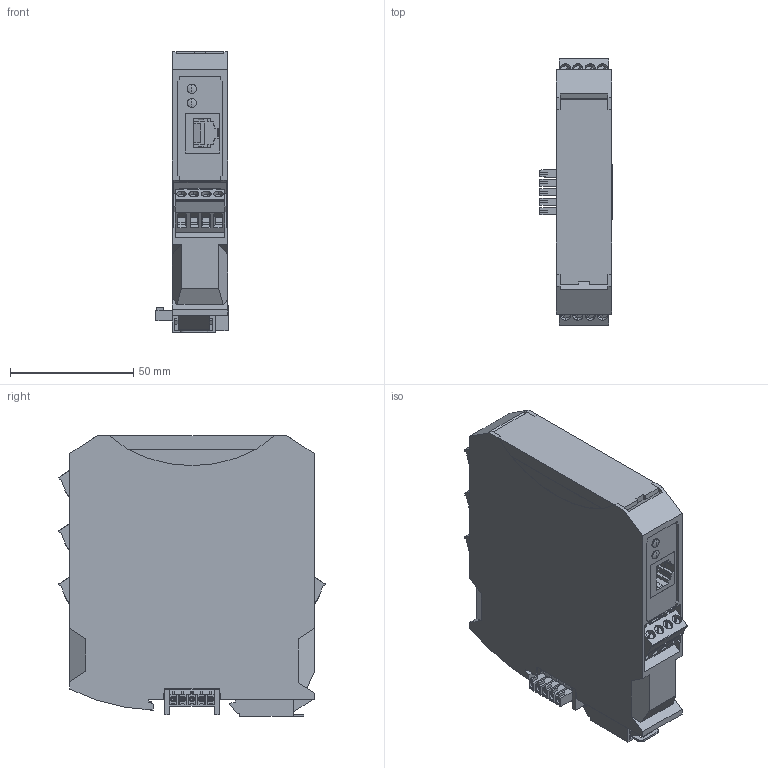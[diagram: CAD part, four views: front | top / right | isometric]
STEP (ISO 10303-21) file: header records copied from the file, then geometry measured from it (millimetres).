
FILE_DESCRIPTION(('Creo Elements/Direct Modeling STEP Export'),'2;1');
FILE_NAME('model.stp','2020-07-23T14:38:17',(''),(''),'Creo Elements/Direct Modeling STEP processor for AP214 (Solid Model)','Creo Elements/Direct Modeling 20.1A 29-Sep-2018 (C) Parametric Technology GmbH','');
FILE_SCHEMA(('AUTOMOTIVE_DESIGN { 1 0 10303 214 1 1 1 1 }'));
Length unit declared in the file: millimetre
Products named in the file (4): EM-MODBUS-GATEWAY-IFS-select; ME_22.5_TBUS_1.5_5-ST-3.81_GY-select; MSTBT_2.5__4-ST_GY7035-select.3; EM-MODBUS-GATEWAY-IFS-GROUP-select
Assembly tree (6 placements, depth 2):
  EM-MODBUS-GATEWAY-IFS-GROUP-select
    MSTBT_2.5__4-ST_GY7035-select.3  x4
    ME_22.5_TBUS_1.5_5-ST-3.81_GY-select
    EM-MODBUS-GATEWAY-IFS-select
Bounding box: 29.2 x 107.86 x 113.8 mm (x, y, z)
Volume: 234379.3 mm3; surface area: 52856 mm2
Topology: 6 solids, 6 shells, 1848 faces, 4674 edges, 3009 vertices
Faces by surface type: plane 1489, cylinder 245, cone 110, sphere 4
Entity records: 48234 total; most frequent: CARTESIAN_POINT 8770, ORIENTED_EDGE 6442, DIRECTION 5367, EDGE_CURVE 3221, VECTOR 2601, LINE 2601, VERTEX_POINT 2082, EDGE_LOOP 1391
